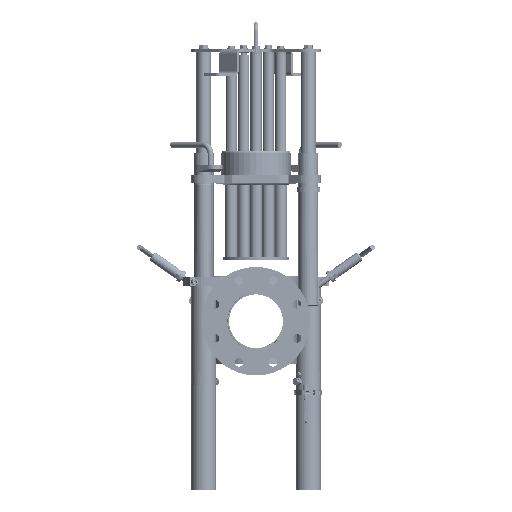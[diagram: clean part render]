
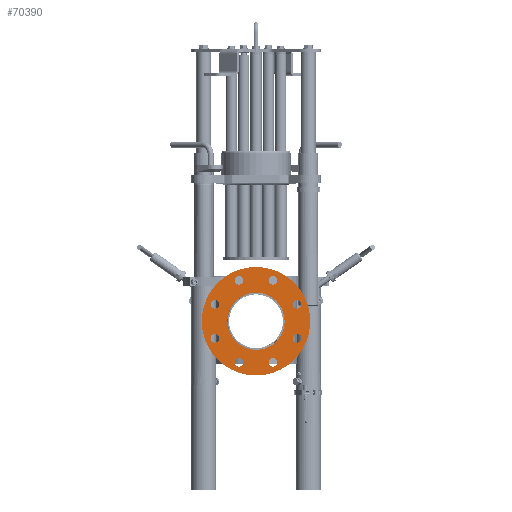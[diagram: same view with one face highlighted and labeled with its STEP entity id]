
A CAD part, left-side view. The second image highlights one B-rep face of the part: STEP entity #70390.
In plain terms, the highlighted planar face has unit normal (-1, 0, 0).
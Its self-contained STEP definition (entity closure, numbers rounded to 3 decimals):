
#11501=FACE_BOUND('',#17503,.T.);
#11502=FACE_BOUND('',#17504,.T.);
#11503=FACE_BOUND('',#17505,.T.);
#11504=FACE_BOUND('',#17506,.T.);
#11505=FACE_BOUND('',#17507,.T.);
#11506=FACE_BOUND('',#17508,.T.);
#11507=FACE_BOUND('',#17509,.T.);
#11508=FACE_BOUND('',#17510,.T.);
#11509=FACE_BOUND('',#17511,.T.);
#12861=FACE_OUTER_BOUND('',#17502,.T.);
#17502=EDGE_LOOP('',(#44984));
#17503=EDGE_LOOP('',(#44985));
#17504=EDGE_LOOP('',(#44986));
#17505=EDGE_LOOP('',(#44987));
#17506=EDGE_LOOP('',(#44988));
#17507=EDGE_LOOP('',(#44989));
#17508=EDGE_LOOP('',(#44990));
#17509=EDGE_LOOP('',(#44991));
#17510=EDGE_LOOP('',(#44992));
#17511=EDGE_LOOP('',(#44993));
#23247=CIRCLE('',#75234,9.);
#23249=CIRCLE('',#75237,9.);
#23251=CIRCLE('',#75240,9.);
#23253=CIRCLE('',#75243,9.);
#23255=CIRCLE('',#75246,9.);
#23257=CIRCLE('',#75249,9.);
#23259=CIRCLE('',#75252,9.);
#23261=CIRCLE('',#75255,9.);
#23262=CIRCLE('',#75257,58.);
#23265=CIRCLE('',#75261,110.);
#28302=VERTEX_POINT('',#109252);
#28304=VERTEX_POINT('',#109258);
#28306=VERTEX_POINT('',#109264);
#28308=VERTEX_POINT('',#109270);
#28310=VERTEX_POINT('',#109276);
#28312=VERTEX_POINT('',#109282);
#28314=VERTEX_POINT('',#109288);
#28316=VERTEX_POINT('',#109294);
#28317=VERTEX_POINT('',#109298);
#28320=VERTEX_POINT('',#109306);
#34836=EDGE_CURVE('',#28302,#28302,#23247,.T.);
#34839=EDGE_CURVE('',#28304,#28304,#23249,.T.);
#34842=EDGE_CURVE('',#28306,#28306,#23251,.T.);
#34845=EDGE_CURVE('',#28308,#28308,#23253,.T.);
#34848=EDGE_CURVE('',#28310,#28310,#23255,.T.);
#34851=EDGE_CURVE('',#28312,#28312,#23257,.T.);
#34854=EDGE_CURVE('',#28314,#28314,#23259,.T.);
#34857=EDGE_CURVE('',#28316,#28316,#23261,.T.);
#34858=EDGE_CURVE('',#28317,#28317,#23262,.T.);
#34863=EDGE_CURVE('',#28320,#28320,#23265,.T.);
#44984=ORIENTED_EDGE('',*,*,#34863,.T.);
#44985=ORIENTED_EDGE('',*,*,#34836,.T.);
#44986=ORIENTED_EDGE('',*,*,#34839,.T.);
#44987=ORIENTED_EDGE('',*,*,#34842,.T.);
#44988=ORIENTED_EDGE('',*,*,#34845,.T.);
#44989=ORIENTED_EDGE('',*,*,#34848,.T.);
#44990=ORIENTED_EDGE('',*,*,#34851,.T.);
#44991=ORIENTED_EDGE('',*,*,#34854,.T.);
#44992=ORIENTED_EDGE('',*,*,#34857,.T.);
#44993=ORIENTED_EDGE('',*,*,#34858,.T.);
#63805=PLANE('',#75263);
#70390=ADVANCED_FACE('',(#12861,#11501,#11502,#11503,#11504,#11505,#11506,
#11507,#11508,#11509),#63805,.T.);
#75234=AXIS2_PLACEMENT_3D('',#109254,#85254,#85255);
#75237=AXIS2_PLACEMENT_3D('',#109260,#85261,#85262);
#75240=AXIS2_PLACEMENT_3D('',#109266,#85268,#85269);
#75243=AXIS2_PLACEMENT_3D('',#109272,#85275,#85276);
#75246=AXIS2_PLACEMENT_3D('',#109278,#85282,#85283);
#75249=AXIS2_PLACEMENT_3D('',#109284,#85289,#85290);
#75252=AXIS2_PLACEMENT_3D('',#109290,#85296,#85297);
#75255=AXIS2_PLACEMENT_3D('',#109296,#85303,#85304);
#75257=AXIS2_PLACEMENT_3D('',#109299,#85307,#85308);
#75261=AXIS2_PLACEMENT_3D('',#109308,#85317,#85318);
#75263=AXIS2_PLACEMENT_3D('',#109310,#85321,#85322);
#85254=DIRECTION('center_axis',(1.,0.,0.));
#85255=DIRECTION('ref_axis',(0.,-0.924,0.383));
#85261=DIRECTION('center_axis',(1.,0.,0.));
#85262=DIRECTION('ref_axis',(0.,-0.383,0.924));
#85268=DIRECTION('center_axis',(1.,0.,0.));
#85269=DIRECTION('ref_axis',(0.,0.383,0.924));
#85275=DIRECTION('center_axis',(1.,0.,0.));
#85276=DIRECTION('ref_axis',(0.,0.924,0.383));
#85282=DIRECTION('center_axis',(1.,0.,0.));
#85283=DIRECTION('ref_axis',(0.,0.924,-0.383));
#85289=DIRECTION('center_axis',(1.,0.,0.));
#85290=DIRECTION('ref_axis',(0.,0.383,-0.924));
#85296=DIRECTION('center_axis',(1.,0.,0.));
#85297=DIRECTION('ref_axis',(0.,-0.383,-0.924));
#85303=DIRECTION('center_axis',(1.,0.,0.));
#85304=DIRECTION('ref_axis',(0.,-0.924,-0.383));
#85307=DIRECTION('center_axis',(1.,0.,0.));
#85308=DIRECTION('ref_axis',(0.,-0.924,-0.383));
#85317=DIRECTION('center_axis',(-1.,0.,0.));
#85318=DIRECTION('ref_axis',(0.,-0.924,-0.383));
#85321=DIRECTION('center_axis',(-1.,0.,0.));
#85322=DIRECTION('ref_axis',(0.,-0.924,-0.383));
#109252=CARTESIAN_POINT('',(-175.,42.756,79.705));
#109254=CARTESIAN_POINT('Origin',(-175.,34.442,83.149));
#109258=CARTESIAN_POINT('',(-175.,86.593,26.127));
#109260=CARTESIAN_POINT('Origin',(-175.,83.149,34.442));
#109264=CARTESIAN_POINT('',(-175.,79.705,-42.756));
#109266=CARTESIAN_POINT('Origin',(-175.,83.149,-34.442));
#109270=CARTESIAN_POINT('',(-175.,26.127,-86.593));
#109272=CARTESIAN_POINT('Origin',(-175.,34.442,-83.149));
#109276=CARTESIAN_POINT('',(-175.,-42.756,-79.705));
#109278=CARTESIAN_POINT('Origin',(-175.,-34.442,-83.149));
#109282=CARTESIAN_POINT('',(-175.,-86.593,-26.127));
#109284=CARTESIAN_POINT('Origin',(-175.,-83.149,-34.442));
#109288=CARTESIAN_POINT('',(-175.,-79.705,42.756));
#109290=CARTESIAN_POINT('Origin',(-175.,-83.149,34.442));
#109294=CARTESIAN_POINT('',(-175.,-26.127,86.593));
#109296=CARTESIAN_POINT('Origin',(-175.,-34.442,83.149));
#109298=CARTESIAN_POINT('',(-175.,53.585,22.196));
#109299=CARTESIAN_POINT('Origin',(-175.,0.,0.));
#109306=CARTESIAN_POINT('',(-175.,101.627,42.095));
#109308=CARTESIAN_POINT('Origin',(-175.,0.,0.));
#109310=CARTESIAN_POINT('Origin',(-175.,0.,0.));
